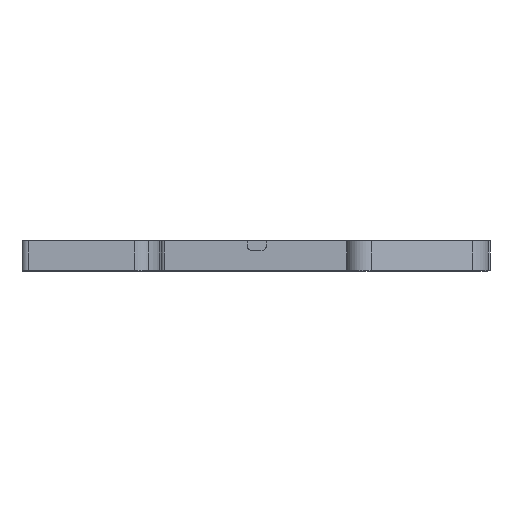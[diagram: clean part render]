
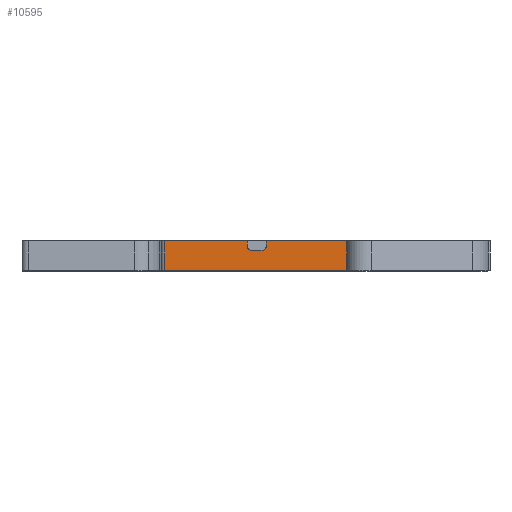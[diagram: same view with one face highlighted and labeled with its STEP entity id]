
A CAD part, front view. The second image highlights one B-rep face of the part: STEP entity #10595.
In plain terms, the highlighted planar face has unit normal (0, -1, 0).
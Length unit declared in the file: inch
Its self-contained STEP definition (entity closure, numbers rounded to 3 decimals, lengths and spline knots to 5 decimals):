
#256 = EDGE_CURVE ( 'NONE', #18829, #4513, #2951, .T. ) ;
#367 = ORIENTED_EDGE ( 'NONE', *, *, #19555, .F. ) ;
#396 = CARTESIAN_POINT ( 'NONE',  ( 26.82642, 7.61707, 0.13583 ) ) ;
#544 = ORIENTED_EDGE ( 'NONE', *, *, #20779, .F. ) ;
#876 = VECTOR ( 'NONE', #16691, 39.37008 ) ;
#1442 = CARTESIAN_POINT ( 'NONE',  ( 27.46232, 7.61707, 0.13583 ) ) ;
#1825 = ORIENTED_EDGE ( 'NONE', *, *, #14092, .F. ) ;
#2010 = LINE ( 'NONE', #19085, #876 ) ;
#2133 = EDGE_CURVE ( 'NONE', #7058, #18829, #2010, .T. ) ;
#2299 = CARTESIAN_POINT ( 'NONE',  ( 26.82642, 7.61707, 0.19882 ) ) ;
#2347 = VERTEX_POINT ( 'NONE', #1442 ) ;
#2807 = EDGE_CURVE ( 'NONE', #4513, #9056, #20124, .T. ) ;
#2951 = LINE ( 'NONE', #12483, #4454 ) ;
#3084 = VERTEX_POINT ( 'NONE', #20587 ) ;
#3376 = EDGE_CURVE ( 'NONE', #3084, #5229, #12137, .T. ) ;
#3621 = DIRECTION ( 'NONE',  ( 0., -1., 0. ) ) ;
#3745 = CARTESIAN_POINT ( 'NONE',  ( 27.46232, 7.61707, 0.16339 ) ) ;
#3791 = EDGE_CURVE ( 'NONE', #2347, #7058, #6170, .T. ) ;
#3946 = EDGE_LOOP ( 'NONE', ( #15631, #16946, #14039, #12662, #544, #1825, #367, #24474, #18493, #11746 ) ) ;
#4454 = VECTOR ( 'NONE', #21883, 39.37008 ) ;
#4513 = VERTEX_POINT ( 'NONE', #19964 ) ;
#5229 = VERTEX_POINT ( 'NONE', #10238 ) ;
#5233 = DIRECTION ( 'NONE',  ( 0., 1., 0. ) ) ;
#5411 = DIRECTION ( 'NONE',  ( 0., 0., -1. ) ) ;
#5484 = PLANE ( 'NONE',  #21886 ) ;
#6072 = VERTEX_POINT ( 'NONE', #15931 ) ;
#6170 = CIRCLE ( 'NONE', #20983, 0.02756 ) ;
#6307 = LINE ( 'NONE', #396, #17143 ) ;
#6874 = VECTOR ( 'NONE', #8229, 39.37008 ) ;
#7058 = VERTEX_POINT ( 'NONE', #24136 ) ;
#8229 = DIRECTION ( 'NONE',  ( 0.026, 0., -1. ) ) ;
#8354 = CARTESIAN_POINT ( 'NONE',  ( 27.36483, 7.61707, 0.19882 ) ) ;
#9056 = VERTEX_POINT ( 'NONE', #16307 ) ;
#9143 = DIRECTION ( 'NONE',  ( 1., 0., 0. ) ) ;
#10064 = VECTOR ( 'NONE', #16263, 39.37008 ) ;
#10108 = CARTESIAN_POINT ( 'NONE',  ( 0., 7.61707, 0.00591 ) ) ;
#10238 = CARTESIAN_POINT ( 'NONE',  ( 27.39332, 7.61707, 0.13583 ) ) ;
#10595 = ADVANCED_FACE ( 'NONE', ( #22789 ), #5484, .F. ) ;
#10948 = CARTESIAN_POINT ( 'NONE',  ( 28.03523, 7.61707, 0.19882 ) ) ;
#10997 = DIRECTION ( 'NONE',  ( 0., 0., 1. ) ) ;
#11017 = LINE ( 'NONE', #22311, #12978 ) ;
#11077 = DIRECTION ( 'NONE',  ( 0., 0., -1. ) ) ;
#11133 = CARTESIAN_POINT ( 'NONE',  ( 27.36483, 7.61707, 0.19882 ) ) ;
#11272 = DIRECTION ( 'NONE',  ( 0., 0., -1. ) ) ;
#11330 = EDGE_CURVE ( 'NONE', #5229, #2347, #6307, .T. ) ;
#11746 = ORIENTED_EDGE ( 'NONE', *, *, #256, .F. ) ;
#11900 = DIRECTION ( 'NONE',  ( 0., 0., 1. ) ) ;
#12137 = CIRCLE ( 'NONE', #15355, 0.02756 ) ;
#12483 = CARTESIAN_POINT ( 'NONE',  ( 25.97669, 7.61707, 0.19882 ) ) ;
#12662 = ORIENTED_EDGE ( 'NONE', *, *, #3376, .F. ) ;
#12978 = VECTOR ( 'NONE', #9143, 39.37008 ) ;
#13790 = LINE ( 'NONE', #21432, #19623 ) ;
#14039 = ORIENTED_EDGE ( 'NONE', *, *, #11330, .F. ) ;
#14092 = EDGE_CURVE ( 'NONE', #18739, #18108, #11017, .T. ) ;
#15355 = AXIS2_PLACEMENT_3D ( 'NONE', #24471, #22597, #5411 ) ;
#15631 = ORIENTED_EDGE ( 'NONE', *, *, #2133, .F. ) ;
#15931 = CARTESIAN_POINT ( 'NONE',  ( 26.82642, 7.61707, 0.00591 ) ) ;
#16137 = VECTOR ( 'NONE', #11077, 39.37008 ) ;
#16263 = DIRECTION ( 'NONE',  ( -1., 0., 0. ) ) ;
#16307 = CARTESIAN_POINT ( 'NONE',  ( 28.03523, 7.61707, 0.00591 ) ) ;
#16691 = DIRECTION ( 'NONE',  ( 0.026, 0., 1. ) ) ;
#16946 = ORIENTED_EDGE ( 'NONE', *, *, #3791, .F. ) ;
#17143 = VECTOR ( 'NONE', #19727, 39.37008 ) ;
#18108 = VERTEX_POINT ( 'NONE', #11133 ) ;
#18493 = ORIENTED_EDGE ( 'NONE', *, *, #2807, .F. ) ;
#18739 = VERTEX_POINT ( 'NONE', #2299 ) ;
#18829 = VERTEX_POINT ( 'NONE', #22237 ) ;
#19085 = CARTESIAN_POINT ( 'NONE',  ( 27.48987, 7.61707, 0.16266 ) ) ;
#19555 = EDGE_CURVE ( 'NONE', #6072, #18739, #13790, .T. ) ;
#19623 = VECTOR ( 'NONE', #11900, 39.37008 ) ;
#19727 = DIRECTION ( 'NONE',  ( 1., 0., 0. ) ) ;
#19964 = CARTESIAN_POINT ( 'NONE',  ( 28.03523, 7.61707, 0.19882 ) ) ;
#20124 = LINE ( 'NONE', #10948, #16137 ) ;
#20587 = CARTESIAN_POINT ( 'NONE',  ( 27.36577, 7.61707, 0.16266 ) ) ;
#20664 = CARTESIAN_POINT ( 'NONE',  ( 26.82642, 7.61707, 0.19882 ) ) ;
#20779 = EDGE_CURVE ( 'NONE', #18108, #3084, #23654, .T. ) ;
#20983 = AXIS2_PLACEMENT_3D ( 'NONE', #3745, #3621, #11272 ) ;
#21432 = CARTESIAN_POINT ( 'NONE',  ( 26.82642, 7.61707, 0.19882 ) ) ;
#21841 = EDGE_CURVE ( 'NONE', #9056, #6072, #22018, .T. ) ;
#21883 = DIRECTION ( 'NONE',  ( 1., 0., 0. ) ) ;
#21886 = AXIS2_PLACEMENT_3D ( 'NONE', #20664, #5233, #10997 ) ;
#22018 = LINE ( 'NONE', #10108, #10064 ) ;
#22237 = CARTESIAN_POINT ( 'NONE',  ( 27.49081, 7.61707, 0.19882 ) ) ;
#22311 = CARTESIAN_POINT ( 'NONE',  ( 25.97669, 7.61707, 0.19882 ) ) ;
#22597 = DIRECTION ( 'NONE',  ( 0., -1., 0. ) ) ;
#22789 = FACE_OUTER_BOUND ( 'NONE', #3946, .T. ) ;
#23654 = LINE ( 'NONE', #8354, #6874 ) ;
#24136 = CARTESIAN_POINT ( 'NONE',  ( 27.48987, 7.61707, 0.16266 ) ) ;
#24471 = CARTESIAN_POINT ( 'NONE',  ( 27.39332, 7.61707, 0.16339 ) ) ;
#24474 = ORIENTED_EDGE ( 'NONE', *, *, #21841, .F. ) ;
